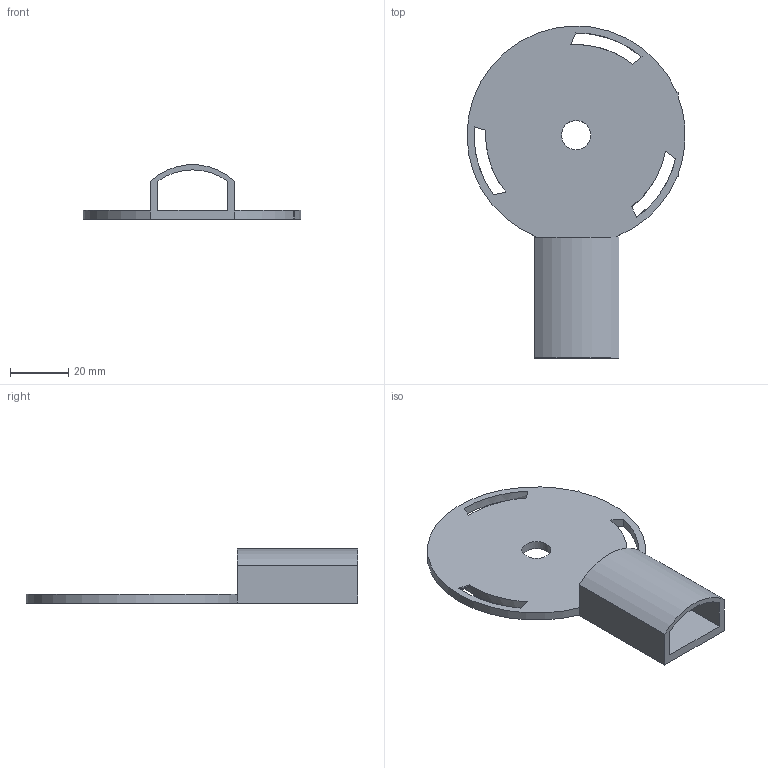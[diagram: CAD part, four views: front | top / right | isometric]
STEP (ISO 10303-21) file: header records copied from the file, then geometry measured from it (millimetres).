
FILE_DESCRIPTION(/* description */ (''),/* implementation_level */ '2;1');
FILE_NAME(/* name */ 'placido_base.step',/* time_stamp */ '2023-02-24T17:11:56+05:30',/* author */ (''),/* organization */ (''),/* preprocessor_version */ 'ST-DEVELOPER v19.2',/* originating_system */ 'Autodesk Translation Framework v11.17.0.187',/* authorisation */ '');
FILE_SCHEMA (('AUTOMOTIVE_DESIGN { 1 0 10303 214 3 1 1 }'));
Length unit declared in the file: millimetre
Products named in the file (1): (Unsaved)
Bounding box: 74.83 x 114.02 x 18.67 mm (x, y, z)
Volume: 19602.8 mm3; surface area: 16124.5 mm2
Topology: 1 solids, 1 shells, 43 faces, 126 edges, 84 vertices
Faces by surface type: plane 27, cylinder 13, bspline 3
Full cylindrical faces by diameter (mm): 10 x1
Entity records: 1726 total; most frequent: CARTESIAN_POINT 572, ORIENTED_EDGE 252, DIRECTION 203, EDGE_CURVE 126, VERTEX_POINT 84, LINE 77, VECTOR 77, AXIS2_PLACEMENT_3D 63
